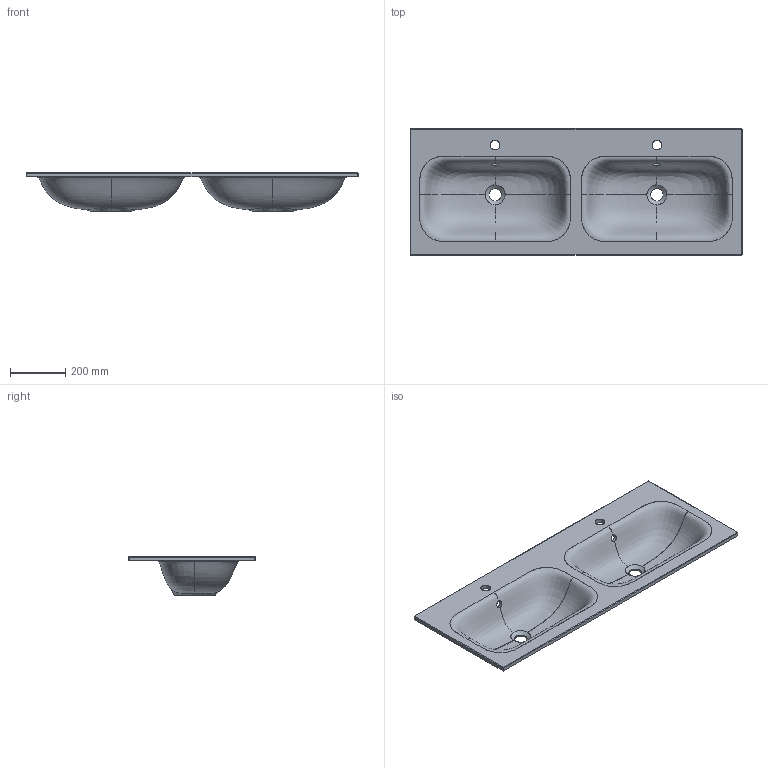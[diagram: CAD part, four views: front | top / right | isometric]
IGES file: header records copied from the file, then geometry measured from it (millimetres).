
Global section: file name: 80_7262_12_42_10_ASPEN 120x46.igs; native system: NX V8.5; preprocessor: SIEMENS PLM Software NX 8.5; date: 20201120.145128; units: millimetre
Bounding box: 1205 x 460 x 140 mm (x, y, z)
Surface area: 1442134.6 mm2 (no closed solid volume)
Topology: 0 solids, 0 shells, 108 faces, 1115 edges, 1102 vertices
Faces by surface type: bspline 100, offset 8
